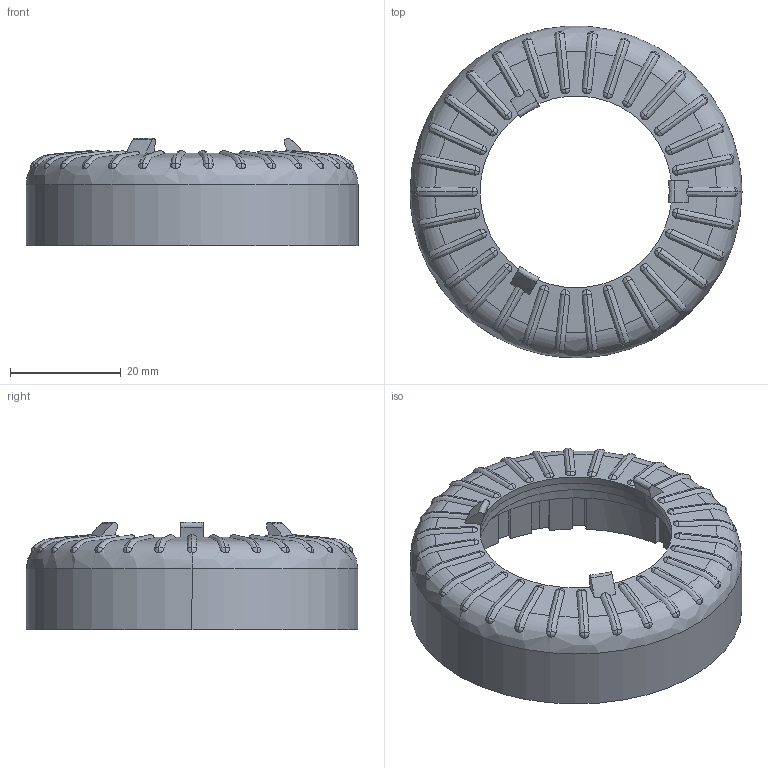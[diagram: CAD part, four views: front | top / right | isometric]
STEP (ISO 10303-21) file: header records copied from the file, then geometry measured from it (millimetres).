
FILE_DESCRIPTION(/* description */ (''),/* implementation_level */ '2;1');
FILE_NAME(/* name */ 'cocot_micro_BallCover_34mm_MJF',/* time_stamp */ '2023-11-10T10:17:55-08:00',/* author */ (''),/* organization */ (''),/* preprocessor_version */ 'ST-DEVELOPER v16.5',/* originating_system */ 'Rhino 7.25',/* authorisation */ '');
FILE_SCHEMA (('CONFIG_CONTROL_DESIGN'));
Length unit declared in the file: millimetre
Products named in the file (1): Document
Bounding box: 60 x 59.91 x 19.4 mm (x, y, z)
Volume: 18410.7 mm3; surface area: 9108.2 mm2
Topology: 1 solids, 1 shells, 285 faces, 745 edges, 463 vertices
Faces by surface type: bspline 192, plane 54, cylinder 39
Entity records: 19610 total; most frequent: CARTESIAN_POINT 15456, ORIENTED_EDGE 1490, EDGE_CURVE 745, VERTEX_POINT 463, EDGE_LOOP 288, ADVANCED_FACE 285, FACE_OUTER_BOUND 285, B_SPLINE_CURVE_WITH_KNOTS 266
